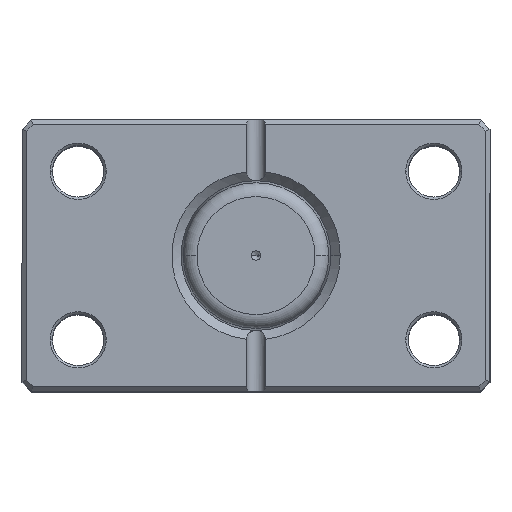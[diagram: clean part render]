
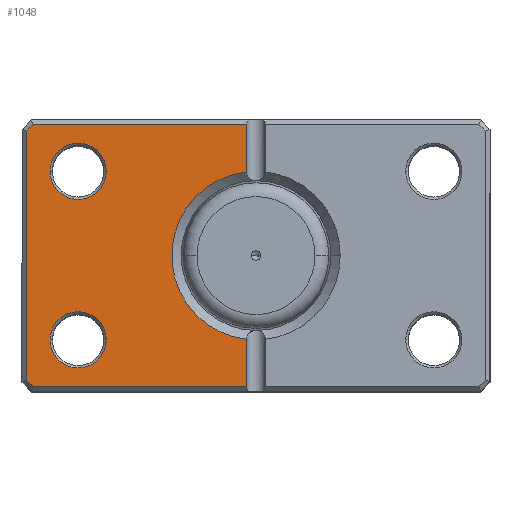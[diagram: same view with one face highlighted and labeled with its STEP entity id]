
A CAD part, top view. The second image highlights one B-rep face of the part: STEP entity #1048.
In plain terms, the highlighted face is planar.
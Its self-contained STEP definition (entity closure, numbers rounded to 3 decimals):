
#15 = DIRECTION ( 'NONE',  ( 0., 0., 1. ) ) ;
#177 = VERTEX_POINT ( 'NONE', #2203 ) ;
#251 = EDGE_LOOP ( 'NONE', ( #3496, #2209 ) ) ;
#286 = CARTESIAN_POINT ( 'NONE',  ( 44., 18., 0. ) ) ;
#436 = EDGE_CURVE ( 'NONE', #1771, #2018, #2471, .T. ) ;
#437 = DIRECTION ( 'NONE',  ( -0.707, -0.707, 0. ) ) ;
#502 = CARTESIAN_POINT ( 'NONE',  ( 32., 18., 0. ) ) ;
#524 = DIRECTION ( 'NONE',  ( 1., 0., 0. ) ) ;
#527 = CARTESIAN_POINT ( 'NONE',  ( 47.586, -28., 0. ) ) ;
#542 = PLANE ( 'NONE',  #4659 ) ;
#654 = CARTESIAN_POINT ( 'NONE',  ( 2., 29., 0. ) ) ;
#655 = VECTOR ( 'NONE', #4803, 1000. ) ;
#675 = CARTESIAN_POINT ( 'NONE',  ( 49., 26.586, 0. ) ) ;
#745 = ORIENTED_EDGE ( 'NONE', *, *, #4833, .T. ) ;
#830 = VERTEX_POINT ( 'NONE', #1720 ) ;
#837 = CARTESIAN_POINT ( 'NONE',  ( 0., 0., 0. ) ) ;
#846 = CARTESIAN_POINT ( 'NONE',  ( 2., -17.889, 0. ) ) ;
#907 = ORIENTED_EDGE ( 'NONE', *, *, #6323, .T. ) ;
#939 = CARTESIAN_POINT ( 'NONE',  ( 0., 28., 0. ) ) ;
#1033 = CARTESIAN_POINT ( 'NONE',  ( 0., 0., 0. ) ) ;
#1048 = ADVANCED_FACE ( 'NONE', ( #4930, #6052, #3478 ), #542, .F. ) ;
#1464 = CARTESIAN_POINT ( 'NONE',  ( 2., -28., 0. ) ) ;
#1566 = LINE ( 'NONE', #2502, #3763 ) ;
#1573 = DIRECTION ( 'NONE',  ( 1., 0., 0. ) ) ;
#1669 = DIRECTION ( 'NONE',  ( 0., 1., 0. ) ) ;
#1715 = CARTESIAN_POINT ( 'NONE',  ( 0., -28., 0. ) ) ;
#1720 = CARTESIAN_POINT ( 'NONE',  ( 44., -18., 0. ) ) ;
#1771 = VERTEX_POINT ( 'NONE', #286 ) ;
#1813 = CIRCLE ( 'NONE', #5289, 6. ) ;
#1821 = VECTOR ( 'NONE', #5736, 1000. ) ;
#1823 = CIRCLE ( 'NONE', #4963, 18. ) ;
#1878 = CARTESIAN_POINT ( 'NONE',  ( 38., 18., 0. ) ) ;
#1905 = DIRECTION ( 'NONE',  ( 0., 0., 1. ) ) ;
#1913 = CARTESIAN_POINT ( 'NONE',  ( 49., 0., 0. ) ) ;
#1920 = ORIENTED_EDGE ( 'NONE', *, *, #6091, .T. ) ;
#1957 = LINE ( 'NONE', #5295, #5626 ) ;
#1970 = DIRECTION ( 'NONE',  ( 1., 0., 0. ) ) ;
#1978 = LINE ( 'NONE', #1913, #1821 ) ;
#1983 = LINE ( 'NONE', #3811, #655 ) ;
#2018 = VERTEX_POINT ( 'NONE', #502 ) ;
#2056 = VECTOR ( 'NONE', #2178, 1000. ) ;
#2066 = AXIS2_PLACEMENT_3D ( 'NONE', #2973, #15, #3462 ) ;
#2075 = ORIENTED_EDGE ( 'NONE', *, *, #2654, .T. ) ;
#2134 = EDGE_CURVE ( 'NONE', #4477, #5860, #1566, .T. ) ;
#2174 = CARTESIAN_POINT ( 'NONE',  ( 32., -18., 0. ) ) ;
#2178 = DIRECTION ( 'NONE',  ( -1., 0., 0. ) ) ;
#2203 = CARTESIAN_POINT ( 'NONE',  ( 2., 17.889, 0. ) ) ;
#2209 = ORIENTED_EDGE ( 'NONE', *, *, #4947, .T. ) ;
#2216 = AXIS2_PLACEMENT_3D ( 'NONE', #2807, #6214, #3294 ) ;
#2280 = EDGE_CURVE ( 'NONE', #4422, #2953, #4609, .T. ) ;
#2318 = VECTOR ( 'NONE', #4329, 1000. ) ;
#2471 = CIRCLE ( 'NONE', #5618, 6. ) ;
#2502 = CARTESIAN_POINT ( 'NONE',  ( 37.793, 37.793, 0. ) ) ;
#2608 = EDGE_CURVE ( 'NONE', #2953, #5372, #1983, .T. ) ;
#2654 = EDGE_CURVE ( 'NONE', #5372, #177, #1823, .T. ) ;
#2659 = DIRECTION ( 'NONE',  ( 0., 0., 1. ) ) ;
#2807 = CARTESIAN_POINT ( 'NONE',  ( 38., 18., 0. ) ) ;
#2952 = CARTESIAN_POINT ( 'NONE',  ( 49., -26.586, 0. ) ) ;
#2953 = VERTEX_POINT ( 'NONE', #1464 ) ;
#2973 = CARTESIAN_POINT ( 'NONE',  ( 38., -18., 0. ) ) ;
#3148 = CIRCLE ( 'NONE', #2066, 6. ) ;
#3175 = ORIENTED_EDGE ( 'NONE', *, *, #4256, .T. ) ;
#3186 = EDGE_LOOP ( 'NONE', ( #4624, #2075, #745, #5759, #4479, #3175, #1920, #5604 ) ) ;
#3294 = DIRECTION ( 'NONE',  ( 1., 0., 0. ) ) ;
#3462 = DIRECTION ( 'NONE',  ( 1., 0., 0. ) ) ;
#3478 = FACE_OUTER_BOUND ( 'NONE', #3186, .T. ) ;
#3480 = DIRECTION ( 'NONE',  ( 0.707, -0.707, 0. ) ) ;
#3496 = ORIENTED_EDGE ( 'NONE', *, *, #4637, .T. ) ;
#3615 = LINE ( 'NONE', #939, #2318 ) ;
#3647 = EDGE_CURVE ( 'NONE', #3883, #4477, #3615, .T. ) ;
#3763 = VECTOR ( 'NONE', #3480, 1000. ) ;
#3811 = CARTESIAN_POINT ( 'NONE',  ( 2., 29., 0. ) ) ;
#3883 = VERTEX_POINT ( 'NONE', #6019 ) ;
#3957 = CARTESIAN_POINT ( 'NONE',  ( 47.586, 28., 0. ) ) ;
#4160 = EDGE_LOOP ( 'NONE', ( #907, #5914 ) ) ;
#4256 = EDGE_CURVE ( 'NONE', #5860, #5657, #1978, .T. ) ;
#4329 = DIRECTION ( 'NONE',  ( 1., 0., 0. ) ) ;
#4413 = DIRECTION ( 'NONE',  ( 0., 0., 1. ) ) ;
#4422 = VERTEX_POINT ( 'NONE', #527 ) ;
#4477 = VERTEX_POINT ( 'NONE', #3957 ) ;
#4479 = ORIENTED_EDGE ( 'NONE', *, *, #2134, .T. ) ;
#4609 = LINE ( 'NONE', #1715, #2056 ) ;
#4624 = ORIENTED_EDGE ( 'NONE', *, *, #2608, .T. ) ;
#4637 = EDGE_CURVE ( 'NONE', #4925, #830, #3148, .T. ) ;
#4659 = AXIS2_PLACEMENT_3D ( 'NONE', #837, #5905, #524 ) ;
#4666 = LINE ( 'NONE', #654, #5809 ) ;
#4803 = DIRECTION ( 'NONE',  ( 0., 1., 0. ) ) ;
#4833 = EDGE_CURVE ( 'NONE', #177, #3883, #4666, .T. ) ;
#4925 = VERTEX_POINT ( 'NONE', #2174 ) ;
#4930 = FACE_BOUND ( 'NONE', #251, .T. ) ;
#4947 = EDGE_CURVE ( 'NONE', #830, #4925, #1813, .T. ) ;
#4963 = AXIS2_PLACEMENT_3D ( 'NONE', #1033, #4413, #1573 ) ;
#5289 = AXIS2_PLACEMENT_3D ( 'NONE', #5569, #2659, #6063 ) ;
#5295 = CARTESIAN_POINT ( 'NONE',  ( 37.793, -37.793, 0. ) ) ;
#5372 = VERTEX_POINT ( 'NONE', #846 ) ;
#5569 = CARTESIAN_POINT ( 'NONE',  ( 38., -18., 0. ) ) ;
#5604 = ORIENTED_EDGE ( 'NONE', *, *, #2280, .T. ) ;
#5618 = AXIS2_PLACEMENT_3D ( 'NONE', #1878, #1905, #1970 ) ;
#5626 = VECTOR ( 'NONE', #437, 1000. ) ;
#5657 = VERTEX_POINT ( 'NONE', #2952 ) ;
#5736 = DIRECTION ( 'NONE',  ( 0., -1., 0. ) ) ;
#5759 = ORIENTED_EDGE ( 'NONE', *, *, #3647, .T. ) ;
#5809 = VECTOR ( 'NONE', #1669, 1000. ) ;
#5860 = VERTEX_POINT ( 'NONE', #675 ) ;
#5905 = DIRECTION ( 'NONE',  ( 0., 0., 1. ) ) ;
#5914 = ORIENTED_EDGE ( 'NONE', *, *, #436, .T. ) ;
#6019 = CARTESIAN_POINT ( 'NONE',  ( 2., 28., 0. ) ) ;
#6052 = FACE_BOUND ( 'NONE', #4160, .T. ) ;
#6063 = DIRECTION ( 'NONE',  ( 1., 0., 0. ) ) ;
#6091 = EDGE_CURVE ( 'NONE', #5657, #4422, #1957, .T. ) ;
#6214 = DIRECTION ( 'NONE',  ( 0., 0., 1. ) ) ;
#6299 = CIRCLE ( 'NONE', #2216, 6. ) ;
#6323 = EDGE_CURVE ( 'NONE', #2018, #1771, #6299, .T. ) ;
